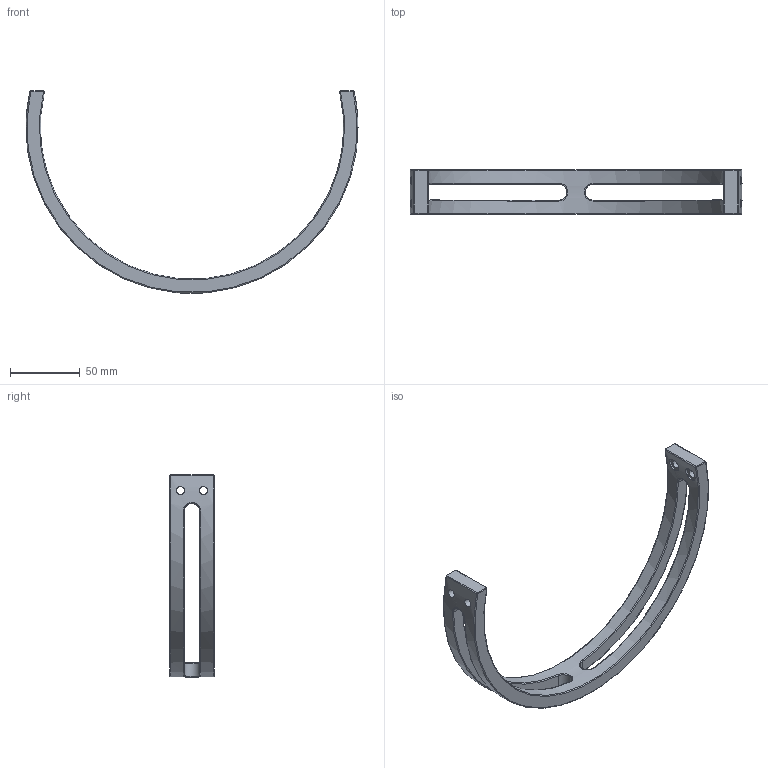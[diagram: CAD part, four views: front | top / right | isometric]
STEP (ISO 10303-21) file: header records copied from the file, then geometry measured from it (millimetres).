
FILE_DESCRIPTION(/* description */ (''),/* implementation_level */ '2;1');
FILE_NAME(/* name */ 'headband.step',/* time_stamp */ '2021-05-17T15:14:36-07:00',/* author */ (''),/* organization */ (''),/* preprocessor_version */ 'ST-DEVELOPER v18.1',/* originating_system */ 'Autodesk Translation Framework v10.6.0.1341',/* authorisation */ '');
FILE_SCHEMA (('AUTOMOTIVE_DESIGN { 1 0 10303 214 3 1 1 }'));
Length unit declared in the file: inch
Products named in the file (1): headband_removable_parts
Bounding box: 237.49 x 31.75 x 144.73 mm (x, y, z)
Volume: 89891.4 mm3; surface area: 34196.4 mm2
Topology: 1 solids, 1 shells, 62 faces, 136 edges, 80 vertices
Faces by surface type: cylinder 22, torus 12, plane 12, sphere 8, bspline 8
Full cylindrical faces by diameter (mm): 5.715 x4, 9.525 x4
Entity records: 2447 total; most frequent: CARTESIAN_POINT 1052, DIRECTION 286, ORIENTED_EDGE 272, EDGE_CURVE 136, AXIS2_PLACEMENT_3D 127, VERTEX_POINT 80, EDGE_LOOP 78, CIRCLE 72
